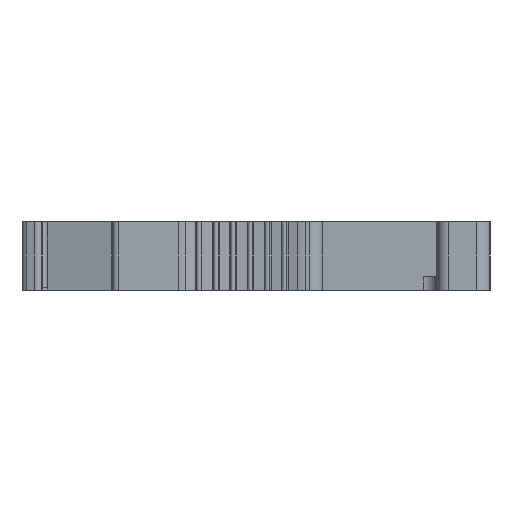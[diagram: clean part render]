
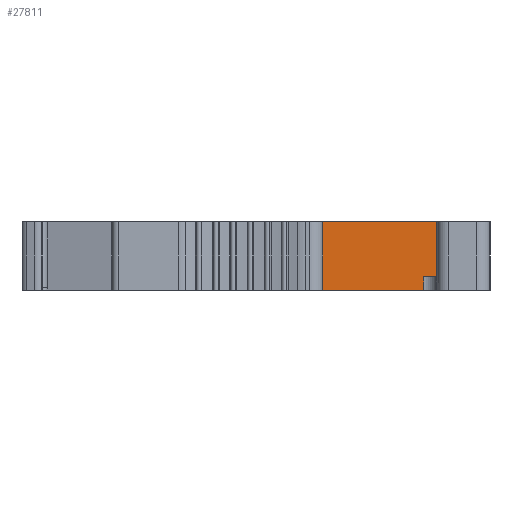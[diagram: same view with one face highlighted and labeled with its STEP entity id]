
A CAD part, left-side view. The second image highlights one B-rep face of the part: STEP entity #27811.
In plain terms, the highlighted planar face has unit normal (-1, 0, 0).
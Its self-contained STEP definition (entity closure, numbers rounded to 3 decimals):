
#25096=CARTESIAN_POINT('',(-20.847,-64.752,-4.15));
#25097=VERTEX_POINT('',#25096);
#25105=CARTESIAN_POINT('',(-20.847,-64.752,-5.15));
#25106=VERTEX_POINT('',#25105);
#25107=CARTESIAN_POINT('',(-20.847,-64.752,-4.15));
#25108=DIRECTION('',(0.,0.,-1.));
#25109=VECTOR('',#25108,1.);
#25110=LINE('',#25107,#25109);
#25111=EDGE_CURVE('',#25097,#25106,#25110,.T.);
#27748=CARTESIAN_POINT('',(-20.847,-57.152,0.));
#27749=VERTEX_POINT('',#27748);
#27757=CARTESIAN_POINT('',(-20.847,-57.152,-5.15));
#27758=VERTEX_POINT('',#27757);
#27765=CARTESIAN_POINT('',(-20.847,-57.152,-5.15));
#27766=DIRECTION('',(0.,0.,1.));
#27767=VECTOR('',#27766,5.15);
#27768=LINE('',#27765,#27767);
#27769=EDGE_CURVE('',#27758,#27749,#27768,.T.);
#27774=CARTESIAN_POINT('',(-20.847,-62.202,-2.575));
#27775=DIRECTION('',(0.,-1.,0.));
#27776=DIRECTION('',(-1.,0.,0.));
#27777=AXIS2_PLACEMENT_3D('',#27774,#27776,#27775);
#27778=PLANE('',#27777);
#27779=ORIENTED_EDGE('',*,*,#27769,.F.);
#27780=CARTESIAN_POINT('',(-20.847,-64.752,-5.15));
#27781=DIRECTION('',(0.,1.,0.));
#27782=VECTOR('',#27781,7.6);
#27783=LINE('',#27780,#27782);
#27784=EDGE_CURVE('',#25106,#27758,#27783,.T.);
#27785=ORIENTED_EDGE('E14024',*,*,#27784,.F.);
#27786=ORIENTED_EDGE('E14024',*,*,#25111,.F.);
#27787=CARTESIAN_POINT('',(-20.847,-67.252,-4.15));
#27788=VERTEX_POINT('',#27787);
#27789=CARTESIAN_POINT('',(-20.847,-64.752,-4.15));
#27790=DIRECTION('',(0.,-1.,0.));
#27791=VECTOR('',#27790,2.5);
#27792=LINE('',#27789,#27791);
#27793=EDGE_CURVE('',#25097,#27788,#27792,.T.);
#27794=ORIENTED_EDGE('E3875',*,*,#27793,.T.);
#27795=CARTESIAN_POINT('',(-20.847,-67.252,0.));
#27796=VERTEX_POINT('',#27795);
#27797=CARTESIAN_POINT('',(-20.847,-67.252,-4.15));
#27798=DIRECTION('',(0.,0.,1.));
#27799=VECTOR('',#27798,4.15);
#27800=LINE('',#27797,#27799);
#27801=EDGE_CURVE('',#27788,#27796,#27800,.T.);
#27802=ORIENTED_EDGE('E3876',*,*,#27801,.T.);
#27803=CARTESIAN_POINT('',(-20.847,-67.252,0.));
#27804=DIRECTION('',(0.,1.,0.));
#27805=VECTOR('',#27804,10.1);
#27806=LINE('',#27803,#27805);
#27807=EDGE_CURVE('',#27796,#27749,#27806,.T.);
#27808=ORIENTED_EDGE('E13479',*,*,#27807,.T.);
#27809=EDGE_LOOP('',(#27779,#27785,#27786,#27794,#27802,#27808));
#27810=FACE_OUTER_BOUND('',#27809,.T.);
#27811=ADVANCED_FACE('F140',(#27810),#27778,.T.);
